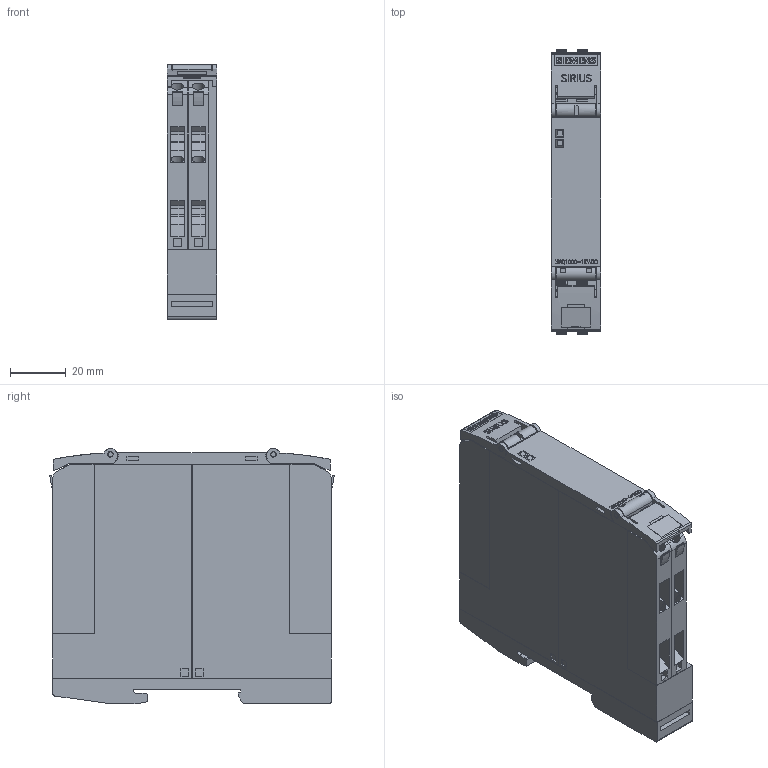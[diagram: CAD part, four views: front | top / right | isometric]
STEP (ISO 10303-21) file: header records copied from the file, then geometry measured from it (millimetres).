
FILE_DESCRIPTION(('STEP AP214'),'1');
FILE_NAME('cctmp_787EBEC6-1089-4CEA-96E8-3EB3558263F5_2023_07_21_09_54_31_0809..stp','2023-07-21T07:54:32',('SIEMENS A&D'),('CADClick - www.CADClick.com'),'Spatial InterOp 3D postprocessed',' ','unknown authorization');
FILE_SCHEMA(('AUTOMOTIVE_DESIGN'));
Length unit declared in the file: millimetre
Products named in the file (1): 2023_07_21_09_54_31_0778
Bounding box: 17.85 x 101.9 x 91.42 mm (x, y, z)
Volume: 140400.9 mm3; surface area: 43314.3 mm2
Topology: 1 solids, 1 shells, 1395 faces, 3883 edges, 2578 vertices
Faces by surface type: plane 1124, cylinder 231, cone 24, torus 16
Entity records: 49439 total; most frequent: CARTESIAN_POINT 8931, ORIENTED_EDGE 7758, DIRECTION 7194, EDGE_CURVE 3879, LINE 3140, VECTOR 3140, VERTEX_POINT 2578, AXIS2_PLACEMENT_3D 2027
